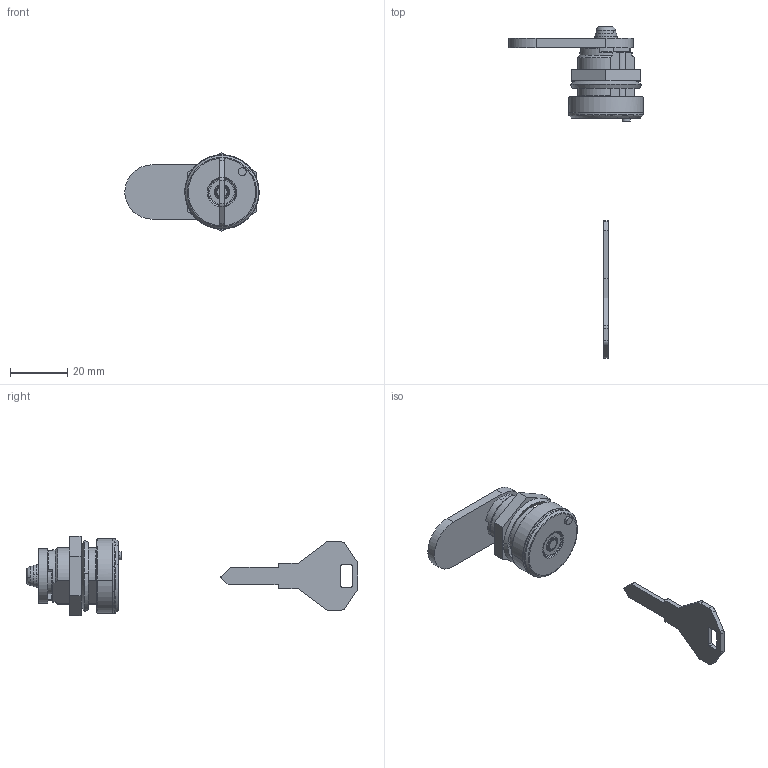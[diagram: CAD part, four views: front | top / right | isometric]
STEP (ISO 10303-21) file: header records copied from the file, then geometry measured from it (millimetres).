
FILE_DESCRIPTION((''),'2;1');
FILE_NAME('','2005-07-15T16:54:06',(''),(''),'','CADfix','');
FILE_SCHEMA(('AUTOMOTIVE_DESIGN'));
Length unit declared in the file: millimetre
Products named in the file (10): washer; screw; nut; lock; key; control_cam; cap; cam; body; TL_342_12990_36
Assembly tree (9 placements, depth 2):
  TL_342_12990_36
    washer
    screw
    nut
    lock
    key
    control_cam
    cap
    cam
    body
Bounding box: 46.98 x 116.3 x 27.71 mm (x, y, z)
Volume: 12513.6 mm3; surface area: 11337.5 mm2
Topology: 9 solids, 9 shells, 203 faces, 613 edges, 444 vertices
Faces by surface type: bspline 203
Entity records: 7545 total; most frequent: CARTESIAN_POINT 3956, ORIENTED_EDGE 1226, EDGE_CURVE 613, VERTEX_POINT 444, QUASI_UNIFORM_CURVE 258, EDGE_LOOP 233, FACE_OUTER_BOUND 203, ADVANCED_FACE 203
